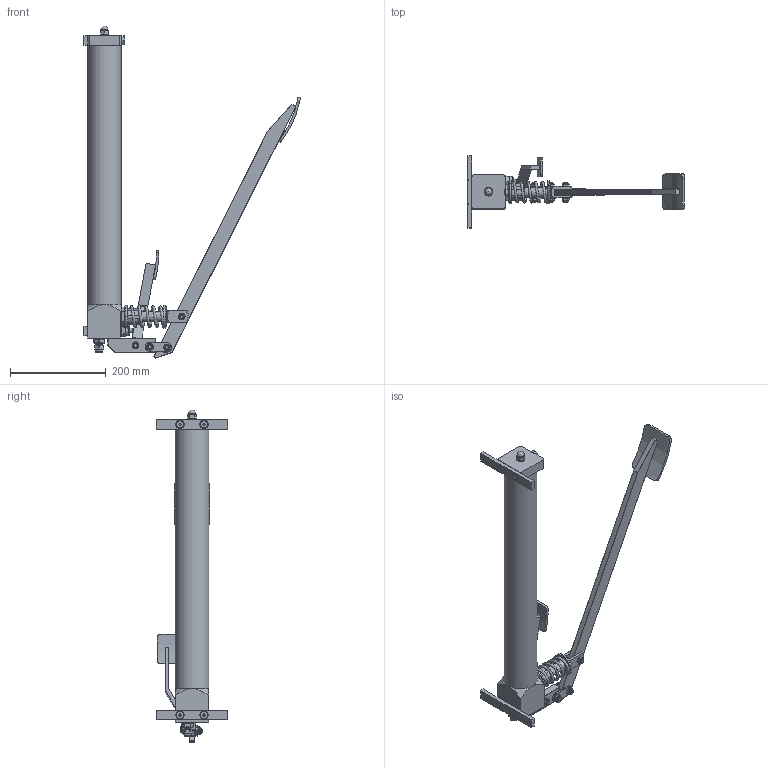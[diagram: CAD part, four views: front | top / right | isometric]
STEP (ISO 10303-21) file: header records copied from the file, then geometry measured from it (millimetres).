
FILE_DESCRIPTION((''),'2;1');
FILE_NAME('6090.0000.00.50 STEP.stp','2019-11-21T14:37:30',('Administrator'),(''),'Autodesk Inventor 2013','Autodesk Inventor 2013','');
FILE_SCHEMA(('CONFIG_CONTROL_DESIGN'));
Length unit declared in the file: millimetre
Products named in the file (1): 6090.0000.00.50 Bloccato
Bounding box: 452.2 x 150 x 692.18 mm (x, y, z)
Volume: 5210829.3 mm3; surface area: 446373.3 mm2
Topology: 28 solids, 28 shells, 1236 faces, 3163 edges, 2036 vertices
Faces by surface type: plane 701, cylinder 180, cone 167, bspline 155, torus 31, sphere 2
Full cylindrical faces by diameter (mm): 5 x1, 6.647 x2, 8 x25, 8.376 x1, 8.5 x6, 10 x2, 10.647 x1, 11.05 x8, 11.445 x1, 12 x3, 13 x2, 13.5 x2, 14.884 x1, 15 x1, 15.24 x4, 18 x3, 19 x2, 20 x5, 20.5 x1, 21 x3, 22 x3, 23 x1, 26 x1, 28 x2, 28.4 x1, 33 x1, 39 x1, 45.1 x1, 48 x2, 66 x3
Entity records: 38991 total; most frequent: CARTESIAN_POINT 10425, ORIENTED_EDGE 5762, DIRECTION 4959, EDGE_CURVE 2881, VERTEX_POINT 1948, VECTOR 1661, LINE 1661, AXIS2_PLACEMENT_3D 1649
